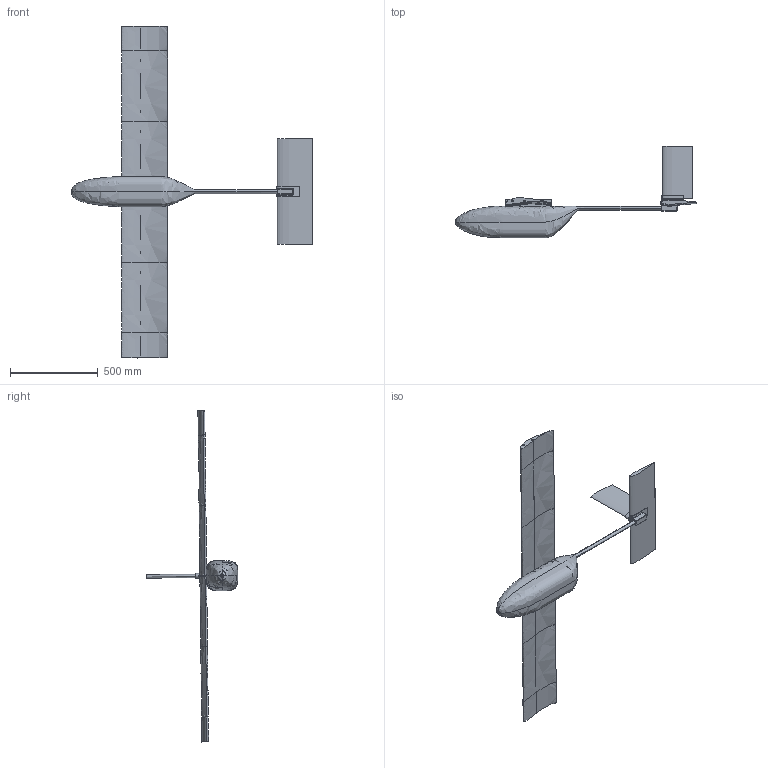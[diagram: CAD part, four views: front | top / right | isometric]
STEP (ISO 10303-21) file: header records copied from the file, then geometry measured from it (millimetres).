
FILE_DESCRIPTION (( 'STEP AP203' ), '1' );
FILE_NAME ('vsp2plane.STEP', '2025-01-23T17:26:18', ( '' ), ( '' ), 'SwSTEP 2.0', 'SolidWorks 2022', '' );
FILE_SCHEMA (( 'CONFIG_CONTROL_DESIGN' ));
Length unit declared in the file: centimetre
Products named in the file (10): vsp2plane; wing fix; taill attach part; tail; tail2; vertical stabilizer; horizontal stabilizer; wing middle part; wing main 40cm; fuselag-only (1)
Assembly tree (13 placements, depth 3):
  vsp2plane
    fuselag-only (1)
    tail
      taill attach part
      tail2
      vertical stabilizer
      horizontal stabilizer
    wing fix
    wing main 40cm  x4
    wing middle part  x2
Bounding box: 1372.2 x 522.13 x 1888.33 mm (x, y, z)
Volume: 10451736.1 mm3; surface area: 2039461.6 mm2
Topology: 11 solids, 12 shells, 185 faces, 585 edges, 420 vertices
Faces by surface type: bspline 83, plane 52, cylinder 44, sphere 4, torus 2
Entity records: 24710 total; most frequent: CARTESIAN_POINT 19856, ORIENTED_EDGE 1010, EDGE_CURVE 505, DIRECTION 405, VERTEX_POINT 372, B_SPLINE_CURVE_WITH_KNOTS 342, EDGE_LOOP 169, ADVANCED_FACE 153
